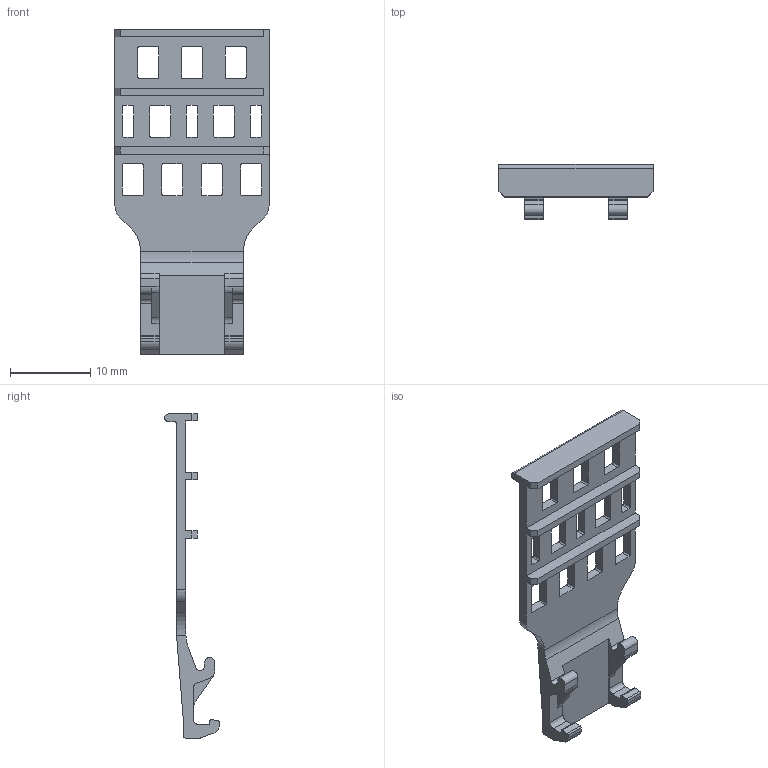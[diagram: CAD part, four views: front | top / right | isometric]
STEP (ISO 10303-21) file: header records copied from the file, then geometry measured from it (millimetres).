
FILE_DESCRIPTION(('CATIA V5R24 STEP','CAx-IF Rec.Pracs.--- Model Styling and Organization---1.2---2011-12-15'),'2;1');
FILE_NAME ('D1462767_0', '2017-05-22T09:29:24+00:00', ('Weidmueller Interface'), ('Weidmueller'), 'CATIA Version 5-6 Release 2014 SP4 HF52', 'CATIA V5 STEP AP214', 'none');
FILE_SCHEMA(('AUTOMOTIVE_DESIGN { 1 0 10303 214 1 1 1 1 }'));
Length unit declared in the file: millimetre
Products named in the file (1): v5-standard_part
Bounding box: 19.2 x 6.8 x 40.45 mm (x, y, z)
Volume: 812.5 mm3; surface area: 1770.8 mm2
Topology: 1 solids, 1 shells, 193 faces, 571 edges, 380 vertices
Faces by surface type: plane 109, cylinder 84
Entity records: 6277 total; most frequent: CARTESIAN_POINT 1146, ORIENTED_EDGE 1142, DIRECTION 905, EDGE_CURVE 571, VECTOR 397, LINE 397, VERTEX_POINT 380, AXIS2_PLACEMENT_3D 339
